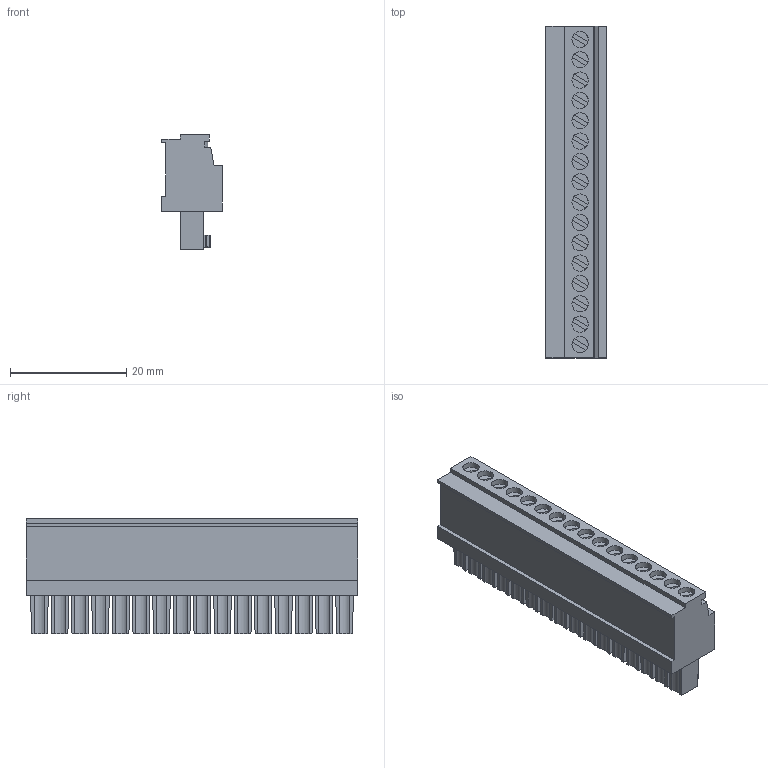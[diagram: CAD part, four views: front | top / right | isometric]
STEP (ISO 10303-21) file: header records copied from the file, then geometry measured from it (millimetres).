
FILE_DESCRIPTION( ( 'STEP AP203' ), '1' );
FILE_NAME( 'SV16-3.5-F.stp', ' ', ( ' ' ), ( ' ' ), 'PSStep 15.0.49', 'VISI 20.0', ' ' );
FILE_SCHEMA( ( 'AUTOMOTIVE_DESIGN { 1 0 10303 214 1 1 1 1 }' ) );
Length unit declared in the file: millimetre
Products named in the file (1): 1
Bounding box: 10.4 x 57.11 x 19.8 mm (x, y, z)
Volume: 6911.2 mm3; surface area: 6175.4 mm2
Topology: 1 solids, 1 shells, 786 faces, 1888 edges, 1184 vertices
Faces by surface type: plane 578, cylinder 144, bspline 32, cone 32
Full cylindrical faces by diameter (mm): 1.2 x16, 2.8 x16
Entity records: 28665 total; most frequent: CARTESIAN_POINT 4243, DIRECTION 3750, ORIENTED_EDGE 3616, EDGE_CURVE 1808, LINE 1376, VECTOR 1376, AXIS2_PLACEMENT_3D 1187, VERTEX_POINT 1168
